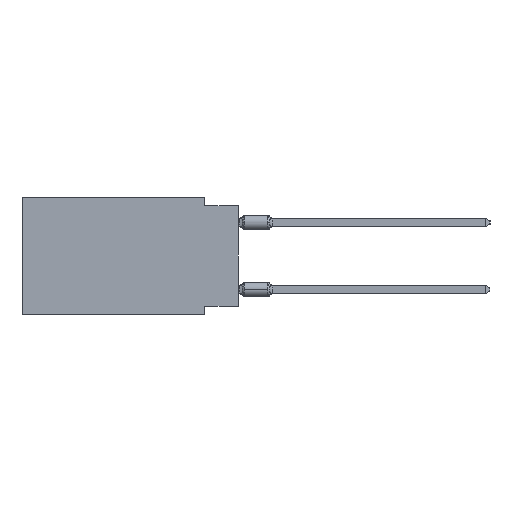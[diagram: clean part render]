
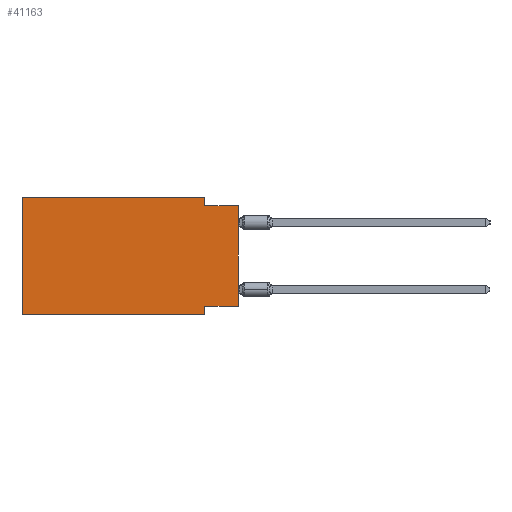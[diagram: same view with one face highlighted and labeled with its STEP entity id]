
A CAD part, left-side view. The second image highlights one B-rep face of the part: STEP entity #41163.
In plain terms, the highlighted planar face has unit normal (-1, 0, 0).
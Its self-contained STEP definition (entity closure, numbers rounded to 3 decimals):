
#162 = EDGE_CURVE ( 'NONE', #36480, #35955, #53790, .T. ) ;
#1250 = ORIENTED_EDGE ( 'NONE', *, *, #24209, .F. ) ;
#1698 = LINE ( 'NONE', #35447, #30406 ) ;
#2370 = LINE ( 'NONE', #44416, #33577 ) ;
#2894 = VERTEX_POINT ( 'NONE', #41429 ) ;
#3689 = ORIENTED_EDGE ( 'NONE', *, *, #42078, .F. ) ;
#4330 = VECTOR ( 'NONE', #30833, 1000. ) ;
#4369 = CARTESIAN_POINT ( 'NONE',  ( 0., 16.383, 0. ) ) ;
#5104 = LINE ( 'NONE', #51581, #4330 ) ;
#5858 = CARTESIAN_POINT ( 'NONE',  ( 0., 2.54, -8.89 ) ) ;
#6102 = DIRECTION ( 'NONE',  ( 0., -1., 0. ) ) ;
#8939 = VECTOR ( 'NONE', #44952, 1000. ) ;
#10735 = VERTEX_POINT ( 'NONE', #26209 ) ;
#11365 = ORIENTED_EDGE ( 'NONE', *, *, #162, .F. ) ;
#11571 = EDGE_CURVE ( 'NONE', #34884, #36480, #24241, .T. ) ;
#11750 = EDGE_CURVE ( 'NONE', #10735, #35955, #5104, .T. ) ;
#12005 = LINE ( 'NONE', #28910, #18887 ) ;
#12754 = ORIENTED_EDGE ( 'NONE', *, *, #37189, .T. ) ;
#16866 = ORIENTED_EDGE ( 'NONE', *, *, #22593, .F. ) ;
#17034 = VECTOR ( 'NONE', #35740, 1000. ) ;
#18577 = LINE ( 'NONE', #35432, #29924 ) ;
#18887 = VECTOR ( 'NONE', #46319, 1000. ) ;
#19238 = ORIENTED_EDGE ( 'NONE', *, *, #11750, .T. ) ;
#20086 = DIRECTION ( 'NONE',  ( 0., 0., -1. ) ) ;
#21892 = CARTESIAN_POINT ( 'NONE',  ( 0., 16.383, -8.89 ) ) ;
#22514 = ORIENTED_EDGE ( 'NONE', *, *, #11571, .F. ) ;
#22593 = EDGE_CURVE ( 'NONE', #52234, #34884, #18577, .T. ) ;
#24209 = EDGE_CURVE ( 'NONE', #10735, #2894, #2370, .T. ) ;
#24241 = LINE ( 'NONE', #41088, #43234 ) ;
#24328 = CARTESIAN_POINT ( 'NONE',  ( 0., 2.54, 0. ) ) ;
#25910 = ORIENTED_EDGE ( 'NONE', *, *, #52434, .F. ) ;
#26102 = DIRECTION ( 'NONE',  ( 0., -1., 0. ) ) ;
#26209 = CARTESIAN_POINT ( 'NONE',  ( 0., 0., -8.255 ) ) ;
#27062 = VERTEX_POINT ( 'NONE', #41411 ) ;
#28910 = CARTESIAN_POINT ( 'NONE',  ( 0., 16.383, 0. ) ) ;
#29924 = VECTOR ( 'NONE', #6102, 1000. ) ;
#30406 = VECTOR ( 'NONE', #26102, 1000. ) ;
#30647 = PLANE ( 'NONE',  #48242 ) ;
#30833 = DIRECTION ( 'NONE',  ( 0., 0., 1. ) ) ;
#33577 = VECTOR ( 'NONE', #35852, 1000. ) ;
#34523 = DIRECTION ( 'NONE',  ( 0., 0., -1. ) ) ;
#34884 = VERTEX_POINT ( 'NONE', #24328 ) ;
#35432 = CARTESIAN_POINT ( 'NONE',  ( 0., 16.383, 0. ) ) ;
#35447 = CARTESIAN_POINT ( 'NONE',  ( 0., 16.383, -8.89 ) ) ;
#35463 = LINE ( 'NONE', #5858, #17034 ) ;
#35740 = DIRECTION ( 'NONE',  ( 0., 0., -1. ) ) ;
#35852 = DIRECTION ( 'NONE',  ( 0., 1., 0. ) ) ;
#35955 = VERTEX_POINT ( 'NONE', #43170 ) ;
#36108 = CARTESIAN_POINT ( 'NONE',  ( 0., 0., -0.635 ) ) ;
#36480 = VERTEX_POINT ( 'NONE', #49146 ) ;
#37189 = EDGE_CURVE ( 'NONE', #48671, #27062, #1698, .T. ) ;
#38130 = DIRECTION ( 'NONE',  ( 1., 0., 0. ) ) ;
#41088 = CARTESIAN_POINT ( 'NONE',  ( 0., 2.54, 0. ) ) ;
#41163 = ADVANCED_FACE ( 'NONE', ( #42279 ), #30647, .F. ) ;
#41367 = CARTESIAN_POINT ( 'NONE',  ( 0., 16.383, 0. ) ) ;
#41411 = CARTESIAN_POINT ( 'NONE',  ( 0., 2.54, -8.89 ) ) ;
#41429 = CARTESIAN_POINT ( 'NONE',  ( 0., 2.54, -8.255 ) ) ;
#42078 = EDGE_CURVE ( 'NONE', #2894, #27062, #35463, .T. ) ;
#42279 = FACE_OUTER_BOUND ( 'NONE', #50161, .T. ) ;
#43170 = CARTESIAN_POINT ( 'NONE',  ( 0., 0., -0.635 ) ) ;
#43234 = VECTOR ( 'NONE', #20086, 1000. ) ;
#44416 = CARTESIAN_POINT ( 'NONE',  ( 0., 0., -8.255 ) ) ;
#44952 = DIRECTION ( 'NONE',  ( 0., -1., 0. ) ) ;
#46319 = DIRECTION ( 'NONE',  ( 0., 0., 1. ) ) ;
#48242 = AXIS2_PLACEMENT_3D ( 'NONE', #4369, #38130, #34523 ) ;
#48671 = VERTEX_POINT ( 'NONE', #21892 ) ;
#49146 = CARTESIAN_POINT ( 'NONE',  ( 0., 2.54, -0.635 ) ) ;
#50161 = EDGE_LOOP ( 'NONE', ( #19238, #11365, #22514, #16866, #25910, #12754, #3689, #1250 ) ) ;
#51581 = CARTESIAN_POINT ( 'NONE',  ( 0., 0., 0. ) ) ;
#52234 = VERTEX_POINT ( 'NONE', #41367 ) ;
#52434 = EDGE_CURVE ( 'NONE', #48671, #52234, #12005, .T. ) ;
#53790 = LINE ( 'NONE', #36108, #8939 ) ;
